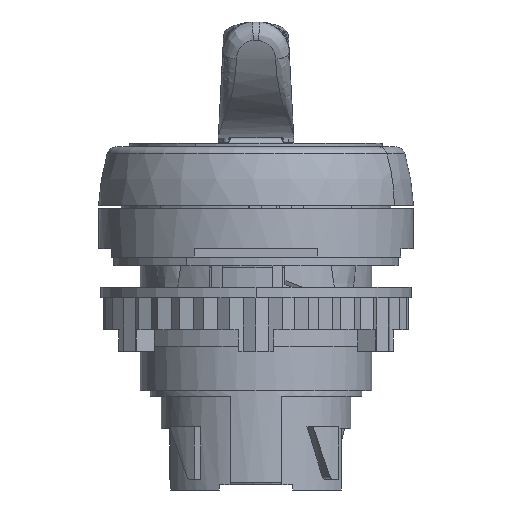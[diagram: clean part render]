
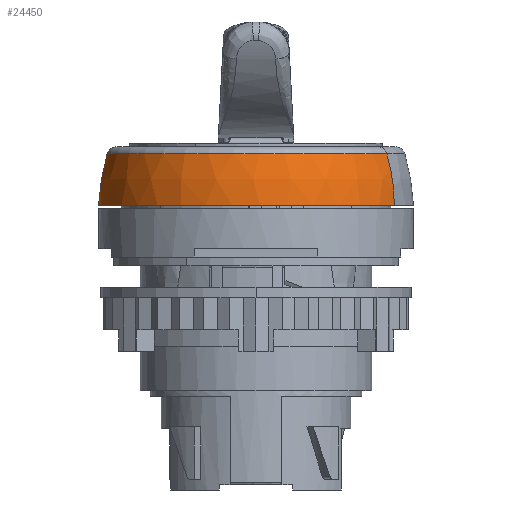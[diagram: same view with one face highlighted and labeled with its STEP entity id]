
A CAD part, left-side view. The second image highlights one B-rep face of the part: STEP entity #24450.
In plain terms, the highlighted spherical face has radius 14.95 mm.
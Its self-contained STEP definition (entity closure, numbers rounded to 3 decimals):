
#24414=AXIS2_PLACEMENT_3D('Sphere Axis2P3D',#24411,#24412,#24413) ;
#24418=AXIS2_PLACEMENT_3D('Circle Axis2P3D',#24416,#24417,$) ;
#24427=AXIS2_PLACEMENT_3D('Circle Axis2P3D',#24425,#24426,$) ;
#24434=AXIS2_PLACEMENT_3D('Circle Axis2P3D',#24432,#24433,$) ;
#24441=AXIS2_PLACEMENT_3D('Circle Axis2P3D',#24439,#24440,$) ;
#24411=CARTESIAN_POINT('Axis2P3D Location',(0.,0.,27.)) ;
#24416=CARTESIAN_POINT('Axis2P3D Location',(0.,0.,27.)) ;
#24420=CARTESIAN_POINT('Vertex',(6.775,12.402,31.876)) ;
#24422=CARTESIAN_POINT('Vertex',(7.167,13.12,27.)) ;
#24425=CARTESIAN_POINT('Axis2P3D Location',(0.,0.,27.)) ;
#24429=CARTESIAN_POINT('Vertex',(-7.167,-13.12,27.)) ;
#24432=CARTESIAN_POINT('Axis2P3D Location',(0.,0.,27.)) ;
#24436=CARTESIAN_POINT('Vertex',(-6.775,-12.402,31.876)) ;
#24439=CARTESIAN_POINT('Axis2P3D Location',(0.,0.,31.876)) ;
#24412=DIRECTION('Axis2P3D Direction',(0.,0.,-1.)) ;
#24413=DIRECTION('Axis2P3D XDirection',(0.479,0.878,0.)) ;
#24417=DIRECTION('Axis2P3D Direction',(-0.878,0.479,0.)) ;
#24426=DIRECTION('Axis2P3D Direction',(0.,0.,-1.)) ;
#24433=DIRECTION('Axis2P3D Direction',(0.878,-0.479,0.)) ;
#24440=DIRECTION('Axis2P3D Direction',(0.,0.,-1.)) ;
#24445=ORIENTED_EDGE('',*,*,#24424,.T.) ;
#24446=ORIENTED_EDGE('',*,*,#24431,.F.) ;
#24447=ORIENTED_EDGE('',*,*,#24438,.F.) ;
#24448=ORIENTED_EDGE('',*,*,#24443,.T.) ;
#24450=ADVANCED_FACE('Corps principal ( *SOL1 - wsp *MASTER -  )',(#24449),#24415,.T.) ;
#24419=CIRCLE('generated circle',#24418,14.95) ;
#24428=CIRCLE('generated circle',#24427,14.95) ;
#24435=CIRCLE('generated circle',#24434,14.95) ;
#24442=CIRCLE('generated circle',#24441,14.132) ;
#24424=EDGE_CURVE('',#24421,#24423,#24419,.T.) ;
#24431=EDGE_CURVE('',#24430,#24423,#24428,.T.) ;
#24438=EDGE_CURVE('',#24437,#24430,#24435,.T.) ;
#24443=EDGE_CURVE('',#24437,#24421,#24442,.T.) ;
#24444=EDGE_LOOP('',(#24445,#24446,#24447,#24448)) ;
#24449=FACE_OUTER_BOUND('',#24444,.T.) ;
#24415=SPHERICAL_SURFACE('',#24414,14.95) ;
#24421=VERTEX_POINT('',#24420) ;
#24423=VERTEX_POINT('',#24422) ;
#24430=VERTEX_POINT('',#24429) ;
#24437=VERTEX_POINT('',#24436) ;
